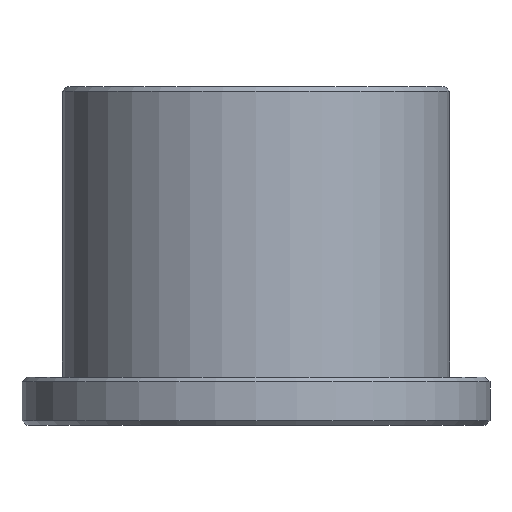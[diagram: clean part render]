
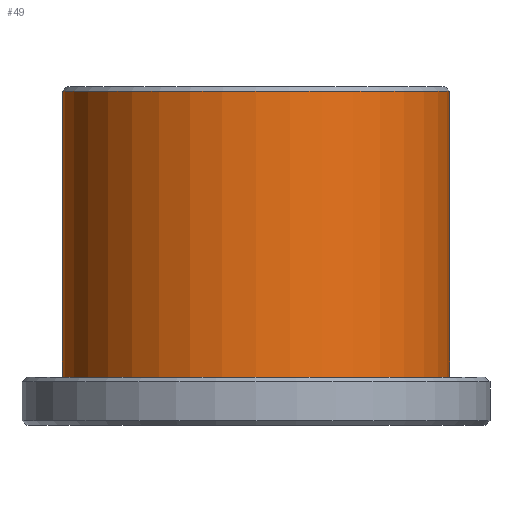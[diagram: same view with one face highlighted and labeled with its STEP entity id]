
A CAD part, front view. The second image highlights one B-rep face of the part: STEP entity #49.
In plain terms, the highlighted cylindrical face has radius 12 mm (diameter 24 mm), a partial arc.
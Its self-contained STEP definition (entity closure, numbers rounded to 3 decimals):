
#35 = VERTEX_POINT ( 'NONE', #1260 ) ;
#49 = ADVANCED_FACE ( 'NONE', ( #268 ), #1126, .T. ) ;
#85 = VERTEX_POINT ( 'NONE', #823 ) ;
#202 = DIRECTION ( 'NONE',  ( 0., 0., -1. ) ) ;
#214 = CARTESIAN_POINT ( 'NONE',  ( -12., 0., 21. ) ) ;
#268 = FACE_OUTER_BOUND ( 'NONE', #1220, .T. ) ;
#429 = ORIENTED_EDGE ( 'NONE', *, *, #685, .F. ) ;
#497 = CARTESIAN_POINT ( 'NONE',  ( 0., 0., 20.7 ) ) ;
#502 = AXIS2_PLACEMENT_3D ( 'NONE', #866, #202, #980 ) ;
#615 = DIRECTION ( 'NONE',  ( 1., 0., 0. ) ) ;
#626 = EDGE_CURVE ( 'NONE', #1248, #1156, #819, .T. ) ;
#648 = CARTESIAN_POINT ( 'NONE',  ( -12., 0., 20.7 ) ) ;
#685 = EDGE_CURVE ( 'NONE', #1248, #35, #1224, .T. ) ;
#756 = CIRCLE ( 'NONE', #502, 12. ) ;
#778 = AXIS2_PLACEMENT_3D ( 'NONE', #497, #1285, #615 ) ;
#819 = CIRCLE ( 'NONE', #778, 12. ) ;
#823 = CARTESIAN_POINT ( 'NONE',  ( -12., 0., 3. ) ) ;
#836 = EDGE_CURVE ( 'NONE', #1156, #85, #1030, .T. ) ;
#848 = AXIS2_PLACEMENT_3D ( 'NONE', #1307, #1132, #1398 ) ;
#865 = ORIENTED_EDGE ( 'NONE', *, *, #836, .T. ) ;
#866 = CARTESIAN_POINT ( 'NONE',  ( 0., 0., 3. ) ) ;
#877 = DIRECTION ( 'NONE',  ( 0., 0., -1. ) ) ;
#914 = VECTOR ( 'NONE', #1305, 1000. ) ;
#980 = DIRECTION ( 'NONE',  ( -1., 0., 0. ) ) ;
#1030 = LINE ( 'NONE', #214, #1294 ) ;
#1079 = CARTESIAN_POINT ( 'NONE',  ( 12., 0., 21. ) ) ;
#1112 = EDGE_CURVE ( 'NONE', #35, #85, #756, .T. ) ;
#1125 = ORIENTED_EDGE ( 'NONE', *, *, #1112, .F. ) ;
#1126 = CYLINDRICAL_SURFACE ( 'NONE', #848, 12. ) ;
#1132 = DIRECTION ( 'NONE',  ( 0., 0., -1. ) ) ;
#1156 = VERTEX_POINT ( 'NONE', #648 ) ;
#1220 = EDGE_LOOP ( 'NONE', ( #429, #1321, #865, #1125 ) ) ;
#1224 = LINE ( 'NONE', #1079, #914 ) ;
#1248 = VERTEX_POINT ( 'NONE', #1274 ) ;
#1260 = CARTESIAN_POINT ( 'NONE',  ( 12., 0., 3. ) ) ;
#1274 = CARTESIAN_POINT ( 'NONE',  ( 12., 0., 20.7 ) ) ;
#1285 = DIRECTION ( 'NONE',  ( 0., 0., -1. ) ) ;
#1294 = VECTOR ( 'NONE', #877, 1000. ) ;
#1305 = DIRECTION ( 'NONE',  ( 0., 0., -1. ) ) ;
#1307 = CARTESIAN_POINT ( 'NONE',  ( 0., 0., 21. ) ) ;
#1321 = ORIENTED_EDGE ( 'NONE', *, *, #626, .T. ) ;
#1398 = DIRECTION ( 'NONE',  ( -1., 0., 0. ) ) ;
